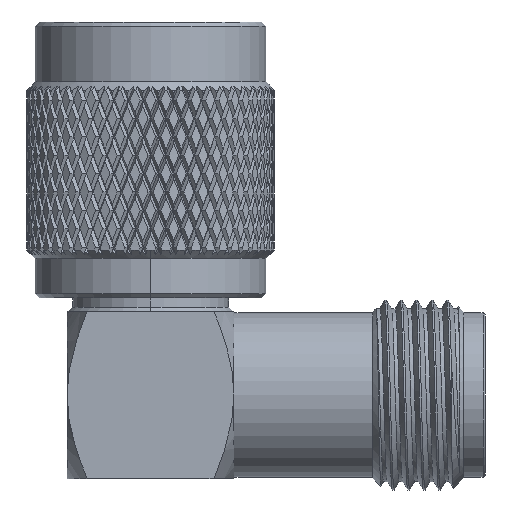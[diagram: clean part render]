
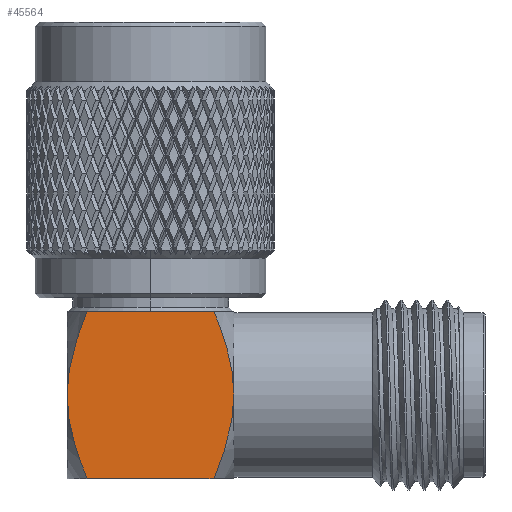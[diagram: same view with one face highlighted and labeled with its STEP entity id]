
A CAD part, left-side view. The second image highlights one B-rep face of the part: STEP entity #45564.
In plain terms, the highlighted planar face has unit normal (-1, 0, 0).
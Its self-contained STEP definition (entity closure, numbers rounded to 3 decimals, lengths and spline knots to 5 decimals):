
#731 = VERTEX_POINT ( 'NONE', #23875 ) ;
#1923 = CARTESIAN_POINT ( 'NONE',  ( -0.1925, 0.15901, -0.16177 ) ) ;
#2352 = DIRECTION ( 'NONE',  ( 0., -1., 0. ) ) ;
#4362 = CARTESIAN_POINT ( 'NONE',  ( -0.1925, -0.16972, 0.13003 ) ) ;
#4733 = B_SPLINE_CURVE_WITH_KNOTS ( 'NONE', 3,
 ( #103712, #35279, #104080, #55567, #105119, #54489, #28631, #96985 ),
 .UNSPECIFIED., .F., .F.,
 ( 4, 2, 2, 4 ),
 ( 0.01047, 0.01302, 0.0143, 0.01557 ),
 .UNSPECIFIED. ) ;
#5730 = CARTESIAN_POINT ( 'NONE',  ( -0.1925, -0.18304, -0.08235 ) ) ;
#6836 = CARTESIAN_POINT ( 'NONE',  ( -0.1925, -0.15901, -0.16177 ) ) ;
#6895 = CARTESIAN_POINT ( 'NONE',  ( -0.1925, -0.1925, 0. ) ) ;
#9270 = VERTEX_POINT ( 'NONE', #41150 ) ;
#10617 = EDGE_CURVE ( 'NONE', #731, #86285, #48029, .T. ) ;
#11428 = CARTESIAN_POINT ( 'NONE',  ( -0.1925, -0.1925, 0.0334 ) ) ;
#12505 = CARTESIAN_POINT ( 'NONE',  ( -0.1925, -0.15872, 0.16158 ) ) ;
#12566 = VERTEX_POINT ( 'NONE', #101904 ) ;
#15789 = ORIENTED_EDGE ( 'NONE', *, *, #10617, .F. ) ;
#18624 = CARTESIAN_POINT ( 'NONE',  ( -0.1925, 0.1925, -0.01656 ) ) ;
#20361 = CARTESIAN_POINT ( 'NONE',  ( -0.1925, -0.1925, 0.1925 ) ) ;
#21574 = EDGE_LOOP ( 'NONE', ( #15789, #104242, #44633, #82844, #58445, #100162 ) ) ;
#23473 = CARTESIAN_POINT ( 'NONE',  ( -0.1925, -0.1925, 0. ) ) ;
#23652 = VECTOR ( 'NONE', #28454, 39.37008 ) ;
#23875 = CARTESIAN_POINT ( 'NONE',  ( -0.1925, -0.14646, 0.1925 ) ) ;
#28454 = DIRECTION ( 'NONE',  ( 0., -1., 0. ) ) ;
#28631 = CARTESIAN_POINT ( 'NONE',  ( -0.1925, 0.15275, 0.17711 ) ) ;
#28681 = PLANE ( 'NONE',  #103532 ) ;
#35279 = CARTESIAN_POINT ( 'NONE',  ( -0.1925, 0.1925, 0.0334 ) ) ;
#35542 = CARTESIAN_POINT ( 'NONE',  ( -0.1925, 0.17043, -0.13035 ) ) ;
#37402 = EDGE_CURVE ( 'NONE', #9270, #731, #84467, .T. ) ;
#41150 = CARTESIAN_POINT ( 'NONE',  ( -0.1925, 0.14646, 0.1925 ) ) ;
#42776 = CARTESIAN_POINT ( 'NONE',  ( -0.1925, -0.14646, 0.1925 ) ) ;
#44633 = ORIENTED_EDGE ( 'NONE', *, *, #81320, .F. ) ;
#45564 = ADVANCED_FACE ( 'NONE', ( #87545 ), #28681, .F. ) ;
#46033 = CARTESIAN_POINT ( 'NONE',  ( -0.1925, -0.1925, 0.1925 ) ) ;
#48029 = B_SPLINE_CURVE_WITH_KNOTS ( 'NONE', 3,
 ( #42776, #54615, #12505, #4362, #105981, #79409, #11428, #97113 ),
 .UNSPECIFIED., .F., .F.,
 ( 4, 2, 2, 4 ),
 ( 0.0127, 0.01397, 0.01523, 0.01775 ),
 .UNSPECIFIED. ) ;
#52216 = CARTESIAN_POINT ( 'NONE',  ( -0.1925, 0.14646, -0.1925 ) ) ;
#53644 = CARTESIAN_POINT ( 'NONE',  ( -0.1925, 0.19122, -0.03336 ) ) ;
#54489 = CARTESIAN_POINT ( 'NONE',  ( -0.1925, 0.15872, 0.16158 ) ) ;
#54615 = CARTESIAN_POINT ( 'NONE',  ( -0.1925, -0.15275, 0.17711 ) ) ;
#55567 = CARTESIAN_POINT ( 'NONE',  ( -0.1925, 0.17471, 0.11408 ) ) ;
#57441 = CARTESIAN_POINT ( 'NONE',  ( -0.1925, -0.1925, -0.01656 ) ) ;
#58445 = ORIENTED_EDGE ( 'NONE', *, *, #73305, .T. ) ;
#63285 = LINE ( 'NONE', #78152, #96453 ) ;
#64513 = CARTESIAN_POINT ( 'NONE',  ( -0.1925, -0.14646, -0.1925 ) ) ;
#69249 = CARTESIAN_POINT ( 'NONE',  ( -0.1925, 0.18647, -0.06617 ) ) ;
#73305 = EDGE_CURVE ( 'NONE', #95448, #105604, #63285, .T. ) ;
#77622 = EDGE_CURVE ( 'NONE', #95448, #12566, #108681, .T. ) ;
#78152 = CARTESIAN_POINT ( 'NONE',  ( -0.1925, -0.1925, -0.1925 ) ) ;
#78991 = DIRECTION ( 'NONE',  ( 1., 0., 0. ) ) ;
#79409 = CARTESIAN_POINT ( 'NONE',  ( -0.1925, -0.18732, 0.06598 ) ) ;
#81320 = EDGE_CURVE ( 'NONE', #12566, #9270, #4733, .T. ) ;
#82844 = ORIENTED_EDGE ( 'NONE', *, *, #77622, .F. ) ;
#83636 = CARTESIAN_POINT ( 'NONE',  ( -0.1925, -0.14646, -0.1925 ) ) ;
#84467 = LINE ( 'NONE', #20361, #23652 ) ;
#86285 = VERTEX_POINT ( 'NONE', #6895 ) ;
#87416 = DIRECTION ( 'NONE',  ( 0., 0., -1. ) ) ;
#87545 = FACE_OUTER_BOUND ( 'NONE', #21574, .T. ) ;
#89980 = CARTESIAN_POINT ( 'NONE',  ( -0.1925, -0.17043, -0.13035 ) ) ;
#90335 = CARTESIAN_POINT ( 'NONE',  ( -0.1925, -0.18647, -0.06617 ) ) ;
#95448 = VERTEX_POINT ( 'NONE', #100219 ) ;
#95782 = CARTESIAN_POINT ( 'NONE',  ( -0.1925, 0.18304, -0.08235 ) ) ;
#96427 = EDGE_CURVE ( 'NONE', #86285, #105604, #103573, .T. ) ;
#96453 = VECTOR ( 'NONE', #2352, 39.37008 ) ;
#96985 = CARTESIAN_POINT ( 'NONE',  ( -0.1925, 0.14646, 0.1925 ) ) ;
#97113 = CARTESIAN_POINT ( 'NONE',  ( -0.1925, -0.1925, 0. ) ) ;
#99222 = CARTESIAN_POINT ( 'NONE',  ( -0.1925, -0.19122, -0.03336 ) ) ;
#100162 = ORIENTED_EDGE ( 'NONE', *, *, #96427, .F. ) ;
#100219 = CARTESIAN_POINT ( 'NONE',  ( -0.1925, 0.14646, -0.1925 ) ) ;
#101904 = CARTESIAN_POINT ( 'NONE',  ( -0.1925, 0.1925, 0. ) ) ;
#103244 = CARTESIAN_POINT ( 'NONE',  ( -0.1925, 0.1925, 0. ) ) ;
#103532 = AXIS2_PLACEMENT_3D ( 'NONE', #46033, #78991, #87416 ) ;
#103573 = B_SPLINE_CURVE_WITH_KNOTS ( 'NONE', 3,
 ( #23473, #57441, #99222, #90335, #5730, #89980, #6836, #64513 ),
 .UNSPECIFIED., .F., .F.,
 ( 4, 2, 2, 4 ),
 ( 0.01775, 0.01901, 0.02026, 0.02276 ),
 .UNSPECIFIED. ) ;
#103712 = CARTESIAN_POINT ( 'NONE',  ( -0.1925, 0.1925, 0. ) ) ;
#104080 = CARTESIAN_POINT ( 'NONE',  ( -0.1925, 0.18732, 0.06598 ) ) ;
#104242 = ORIENTED_EDGE ( 'NONE', *, *, #37402, .F. ) ;
#105119 = CARTESIAN_POINT ( 'NONE',  ( -0.1925, 0.16972, 0.13003 ) ) ;
#105604 = VERTEX_POINT ( 'NONE', #83636 ) ;
#105981 = CARTESIAN_POINT ( 'NONE',  ( -0.1925, -0.17471, 0.11408 ) ) ;
#108681 = B_SPLINE_CURVE_WITH_KNOTS ( 'NONE', 3,
 ( #52216, #1923, #35542, #95782, #69249, #53644, #18624, #103244 ),
 .UNSPECIFIED., .F., .F.,
 ( 4, 2, 2, 4 ),
 ( 0.00542, 0.00795, 0.00921, 0.01047 ),
 .UNSPECIFIED. ) ;
